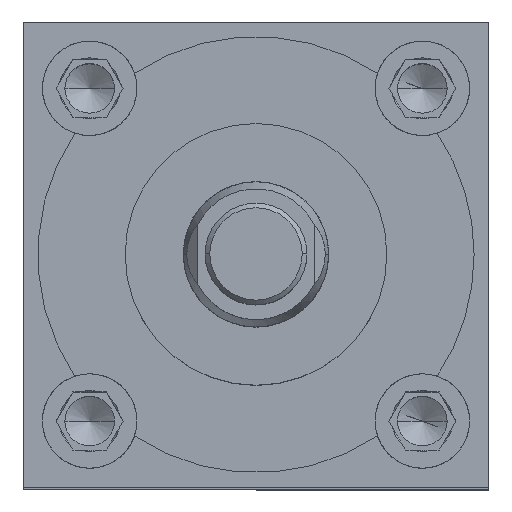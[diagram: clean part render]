
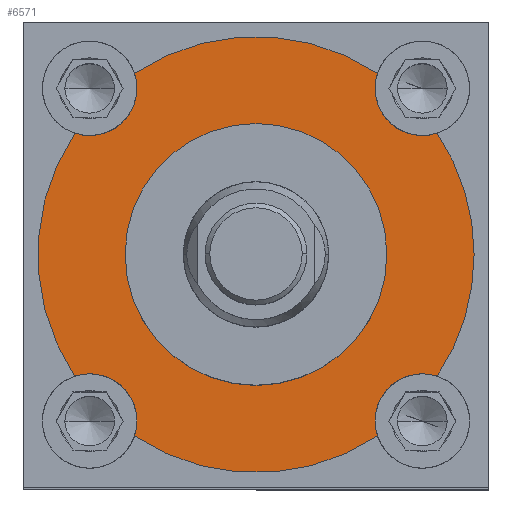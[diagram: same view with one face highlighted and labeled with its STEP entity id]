
A CAD part, top view. The second image highlights one B-rep face of the part: STEP entity #6571.
In plain terms, the highlighted planar face has unit normal (0, 0, 1).
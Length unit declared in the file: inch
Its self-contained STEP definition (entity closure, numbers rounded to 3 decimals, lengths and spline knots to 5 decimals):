
#104 = AXIS2_PLACEMENT_3D ( 'NONE', #7208, #1034, #5503 ) ;
#161 = EDGE_CURVE ( 'NONE', #347, #5356, #1404, .T. ) ;
#165 = DIRECTION ( 'NONE',  ( 0., 0., 1. ) ) ;
#213 = VERTEX_POINT ( 'NONE', #4743 ) ;
#221 = VERTEX_POINT ( 'NONE', #7001 ) ;
#239 = AXIS2_PLACEMENT_3D ( 'NONE', #5754, #165, #2994 ) ;
#241 = EDGE_CURVE ( 'NONE', #6683, #5560, #2003, .T. ) ;
#242 = CARTESIAN_POINT ( 'NONE',  ( -0.77859, -0.52222, 6.62 ) ) ;
#257 = EDGE_CURVE ( 'NONE', #5560, #6683, #2955, .T. ) ;
#267 = VERTEX_POINT ( 'NONE', #5027 ) ;
#282 = EDGE_CURVE ( 'NONE', #6468, #5478, #2836, .T. ) ;
#286 = CARTESIAN_POINT ( 'NONE',  ( 0.715, -0.715, 6.62 ) ) ;
#318 = DIRECTION ( 'NONE',  ( 0., 0., 1. ) ) ;
#347 = VERTEX_POINT ( 'NONE', #4357 ) ;
#361 = CARTESIAN_POINT ( 'NONE',  ( -0.512, -0.715, 6.62 ) ) ;
#380 = ORIENTED_EDGE ( 'NONE', *, *, #769, .F. ) ;
#431 = CARTESIAN_POINT ( 'NONE',  ( 0.715, 0.715, 6.62 ) ) ;
#459 = AXIS2_PLACEMENT_3D ( 'NONE', #286, #318, #765 ) ;
#468 = DIRECTION ( 'NONE',  ( 0., 0., 1. ) ) ;
#562 = AXIS2_PLACEMENT_3D ( 'NONE', #4147, #1328, #5248 ) ;
#565 = AXIS2_PLACEMENT_3D ( 'NONE', #573, #1815, #5093 ) ;
#573 = CARTESIAN_POINT ( 'NONE',  ( 0., 0., 6.62 ) ) ;
#627 = EDGE_CURVE ( 'NONE', #6331, #5566, #5296, .T. ) ;
#765 = DIRECTION ( 'NONE',  ( 1., 0., 0. ) ) ;
#769 = EDGE_CURVE ( 'NONE', #2857, #2569, #811, .T. ) ;
#811 = CIRCLE ( 'NONE', #1998, 0.203 ) ;
#851 = EDGE_CURVE ( 'NONE', #6331, #5478, #4002, .T. ) ;
#909 = CIRCLE ( 'NONE', #2225, 0.203 ) ;
#911 = DIRECTION ( 'NONE',  ( 1., 0., 0. ) ) ;
#1033 = DIRECTION ( 'NONE',  ( 1., 0., 0. ) ) ;
#1034 = DIRECTION ( 'NONE',  ( 0., 0., 1. ) ) ;
#1097 = CIRCLE ( 'NONE', #6173, 0.9375 ) ;
#1167 = DIRECTION ( 'NONE',  ( 1., 0., 0. ) ) ;
#1328 = DIRECTION ( 'NONE',  ( 0., 0., 1. ) ) ;
#1347 = EDGE_CURVE ( 'NONE', #2569, #213, #3745, .T. ) ;
#1400 = ORIENTED_EDGE ( 'NONE', *, *, #627, .F. ) ;
#1404 = CIRCLE ( 'NONE', #5539, 0.9375 ) ;
#1481 = ORIENTED_EDGE ( 'NONE', *, *, #5635, .F. ) ;
#1612 = DIRECTION ( 'NONE',  ( 0., 0., 1. ) ) ;
#1688 = EDGE_CURVE ( 'NONE', #2857, #5667, #2680, .T. ) ;
#1815 = DIRECTION ( 'NONE',  ( 0., 0., 1. ) ) ;
#1820 = AXIS2_PLACEMENT_3D ( 'NONE', #3059, #3677, #3131 ) ;
#1998 = AXIS2_PLACEMENT_3D ( 'NONE', #431, #468, #3297 ) ;
#2003 = CIRCLE ( 'NONE', #3189, 0.5625 ) ;
#2006 = CARTESIAN_POINT ( 'NONE',  ( 0., 0., 6.62 ) ) ;
#2074 = CARTESIAN_POINT ( 'NONE',  ( 0., 0., 6.62 ) ) ;
#2109 = FACE_OUTER_BOUND ( 'NONE', #6506, .T. ) ;
#2201 = AXIS2_PLACEMENT_3D ( 'NONE', #3881, #3771, #1033 ) ;
#2225 = AXIS2_PLACEMENT_3D ( 'NONE', #4377, #3324, #6755 ) ;
#2292 = CIRCLE ( 'NONE', #1820, 0.203 ) ;
#2438 = ORIENTED_EDGE ( 'NONE', *, *, #1347, .F. ) ;
#2569 = VERTEX_POINT ( 'NONE', #6018 ) ;
#2650 = CARTESIAN_POINT ( 'NONE',  ( 0.5625, 0., 6.62 ) ) ;
#2680 = CIRCLE ( 'NONE', #7154, 0.9375 ) ;
#2836 = CIRCLE ( 'NONE', #3538, 0.203 ) ;
#2857 = VERTEX_POINT ( 'NONE', #2934 ) ;
#2934 = CARTESIAN_POINT ( 'NONE',  ( 0.52222, 0.77859, 6.62 ) ) ;
#2955 = CIRCLE ( 'NONE', #104, 0.5625 ) ;
#2994 = DIRECTION ( 'NONE',  ( 1., 0., 0. ) ) ;
#3059 = CARTESIAN_POINT ( 'NONE',  ( 0.715, -0.715, 6.62 ) ) ;
#3131 = DIRECTION ( 'NONE',  ( 1., 0., 0. ) ) ;
#3189 = AXIS2_PLACEMENT_3D ( 'NONE', #2074, #6652, #7134 ) ;
#3230 = EDGE_CURVE ( 'NONE', #5566, #5667, #909, .T. ) ;
#3297 = DIRECTION ( 'NONE',  ( 1., 0., 0. ) ) ;
#3317 = CARTESIAN_POINT ( 'NONE',  ( -0.77859, 0.52222, 6.62 ) ) ;
#3324 = DIRECTION ( 'NONE',  ( 0., 0., 1. ) ) ;
#3439 = CIRCLE ( 'NONE', #239, 0.203 ) ;
#3441 = CARTESIAN_POINT ( 'NONE',  ( 0., 0., 6.62 ) ) ;
#3462 = ORIENTED_EDGE ( 'NONE', *, *, #3820, .T. ) ;
#3538 = AXIS2_PLACEMENT_3D ( 'NONE', #5576, #5543, #6026 ) ;
#3560 = AXIS2_PLACEMENT_3D ( 'NONE', #4342, #7191, #5638 ) ;
#3677 = DIRECTION ( 'NONE',  ( 0., 0., 1. ) ) ;
#3745 = CIRCLE ( 'NONE', #6939, 0.203 ) ;
#3771 = DIRECTION ( 'NONE',  ( 0., 0., 1. ) ) ;
#3789 = VERTEX_POINT ( 'NONE', #6155 ) ;
#3792 = ORIENTED_EDGE ( 'NONE', *, *, #851, .T. ) ;
#3820 = EDGE_CURVE ( 'NONE', #267, #213, #1097, .T. ) ;
#3829 = ORIENTED_EDGE ( 'NONE', *, *, #257, .F. ) ;
#3881 = CARTESIAN_POINT ( 'NONE',  ( 0., 0., 6.62 ) ) ;
#4002 = CIRCLE ( 'NONE', #565, 0.9375 ) ;
#4147 = CARTESIAN_POINT ( 'NONE',  ( -0.715, 0.715, 6.62 ) ) ;
#4342 = CARTESIAN_POINT ( 'NONE',  ( 0., 0., 6.62 ) ) ;
#4357 = CARTESIAN_POINT ( 'NONE',  ( -0.52222, -0.77859, 6.62 ) ) ;
#4377 = CARTESIAN_POINT ( 'NONE',  ( -0.715, 0.715, 6.62 ) ) ;
#4472 = ORIENTED_EDGE ( 'NONE', *, *, #1688, .T. ) ;
#4493 = EDGE_CURVE ( 'NONE', #221, #3789, #2292, .T. ) ;
#4494 = DIRECTION ( 'NONE',  ( 1., 0., 0. ) ) ;
#4575 = ORIENTED_EDGE ( 'NONE', *, *, #161, .T. ) ;
#4592 = ORIENTED_EDGE ( 'NONE', *, *, #241, .F. ) ;
#4654 = CARTESIAN_POINT ( 'NONE',  ( -0.52222, 0.77859, 6.62 ) ) ;
#4680 = CARTESIAN_POINT ( 'NONE',  ( 0.52222, -0.77859, 6.62 ) ) ;
#4743 = CARTESIAN_POINT ( 'NONE',  ( 0.77859, 0.52222, 6.62 ) ) ;
#4891 = CARTESIAN_POINT ( 'NONE',  ( -0.512, 0.715, 6.62 ) ) ;
#4995 = ORIENTED_EDGE ( 'NONE', *, *, #5969, .F. ) ;
#5027 = CARTESIAN_POINT ( 'NONE',  ( 0.9375, 0., 6.62 ) ) ;
#5093 = DIRECTION ( 'NONE',  ( 1., 0., 0. ) ) ;
#5120 = EDGE_CURVE ( 'NONE', #221, #267, #5307, .T. ) ;
#5219 = ORIENTED_EDGE ( 'NONE', *, *, #282, .F. ) ;
#5248 = DIRECTION ( 'NONE',  ( 1., 0., 0. ) ) ;
#5296 = CIRCLE ( 'NONE', #562, 0.203 ) ;
#5307 = CIRCLE ( 'NONE', #3560, 0.9375 ) ;
#5356 = VERTEX_POINT ( 'NONE', #4680 ) ;
#5465 = PLANE ( 'NONE',  #2201 ) ;
#5478 = VERTEX_POINT ( 'NONE', #242 ) ;
#5503 = DIRECTION ( 'NONE',  ( 1., 0., 0. ) ) ;
#5539 = AXIS2_PLACEMENT_3D ( 'NONE', #2006, #5879, #5987 ) ;
#5543 = DIRECTION ( 'NONE',  ( 0., 0., 1. ) ) ;
#5560 = VERTEX_POINT ( 'NONE', #2650 ) ;
#5566 = VERTEX_POINT ( 'NONE', #4891 ) ;
#5576 = CARTESIAN_POINT ( 'NONE',  ( -0.715, -0.715, 6.62 ) ) ;
#5635 = EDGE_CURVE ( 'NONE', #3789, #5356, #5892, .T. ) ;
#5638 = DIRECTION ( 'NONE',  ( 1., 0., 0. ) ) ;
#5652 = CARTESIAN_POINT ( 'NONE',  ( -0.5625, 0., 6.62 ) ) ;
#5667 = VERTEX_POINT ( 'NONE', #4654 ) ;
#5687 = ORIENTED_EDGE ( 'NONE', *, *, #4493, .F. ) ;
#5754 = CARTESIAN_POINT ( 'NONE',  ( -0.715, -0.715, 6.62 ) ) ;
#5879 = DIRECTION ( 'NONE',  ( 0., 0., 1. ) ) ;
#5892 = CIRCLE ( 'NONE', #459, 0.203 ) ;
#5927 = ORIENTED_EDGE ( 'NONE', *, *, #5120, .T. ) ;
#5954 = EDGE_LOOP ( 'NONE', ( #4592, #3829 ) ) ;
#5969 = EDGE_CURVE ( 'NONE', #347, #6468, #3439, .T. ) ;
#5987 = DIRECTION ( 'NONE',  ( 1., 0., 0. ) ) ;
#6018 = CARTESIAN_POINT ( 'NONE',  ( 0.512, 0.715, 6.62 ) ) ;
#6026 = DIRECTION ( 'NONE',  ( 1., 0., 0. ) ) ;
#6155 = CARTESIAN_POINT ( 'NONE',  ( 0.512, -0.715, 6.62 ) ) ;
#6173 = AXIS2_PLACEMENT_3D ( 'NONE', #6717, #1612, #4494 ) ;
#6331 = VERTEX_POINT ( 'NONE', #3317 ) ;
#6468 = VERTEX_POINT ( 'NONE', #361 ) ;
#6506 = EDGE_LOOP ( 'NONE', ( #5687, #5927, #3462, #2438, #380, #4472, #6774, #1400, #3792, #5219, #4995, #4575, #1481 ) ) ;
#6538 = CARTESIAN_POINT ( 'NONE',  ( 0.715, 0.715, 6.62 ) ) ;
#6571 = ADVANCED_FACE ( 'NONE', ( #2109, #6577 ), #5465, .T. ) ;
#6577 = FACE_BOUND ( 'NONE', #5954, .T. ) ;
#6652 = DIRECTION ( 'NONE',  ( 0., 0., 1. ) ) ;
#6683 = VERTEX_POINT ( 'NONE', #5652 ) ;
#6717 = CARTESIAN_POINT ( 'NONE',  ( 0., 0., 6.62 ) ) ;
#6755 = DIRECTION ( 'NONE',  ( 1., 0., 0. ) ) ;
#6774 = ORIENTED_EDGE ( 'NONE', *, *, #3230, .F. ) ;
#6793 = DIRECTION ( 'NONE',  ( 0., 0., 1. ) ) ;
#6939 = AXIS2_PLACEMENT_3D ( 'NONE', #6538, #7233, #911 ) ;
#7001 = CARTESIAN_POINT ( 'NONE',  ( 0.77859, -0.52222, 6.62 ) ) ;
#7134 = DIRECTION ( 'NONE',  ( 1., 0., 0. ) ) ;
#7154 = AXIS2_PLACEMENT_3D ( 'NONE', #3441, #6793, #1167 ) ;
#7191 = DIRECTION ( 'NONE',  ( 0., 0., 1. ) ) ;
#7208 = CARTESIAN_POINT ( 'NONE',  ( 0., 0., 6.62 ) ) ;
#7233 = DIRECTION ( 'NONE',  ( 0., 0., 1. ) ) ;
